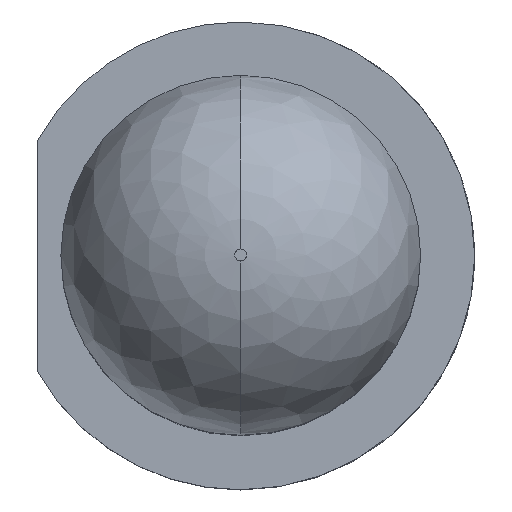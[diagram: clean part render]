
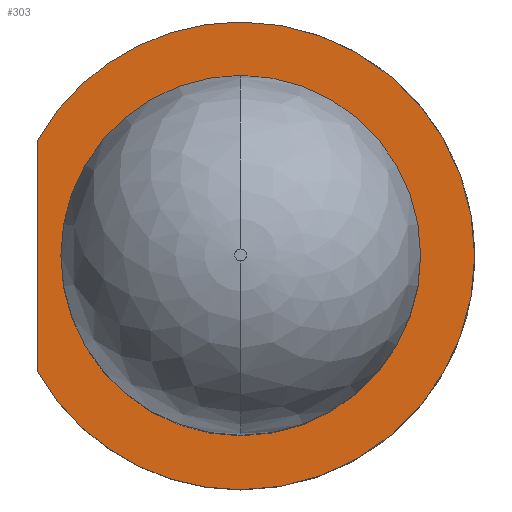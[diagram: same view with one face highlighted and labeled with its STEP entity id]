
A CAD part, top view. The second image highlights one B-rep face of the part: STEP entity #303.
In plain terms, the highlighted planar face has unit normal (0, 0, 1).
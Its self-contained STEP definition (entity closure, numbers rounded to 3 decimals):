
#127 = VERTEX_POINT('',#128);
#128 = CARTESIAN_POINT('',(-0.423,-0.963,1.));
#134 = EDGE_CURVE('',#135,#127,#137,.T.);
#135 = VERTEX_POINT('',#136);
#136 = CARTESIAN_POINT('',(-0.423,0.963,1.));
#137 = LINE('',#138,#139);
#138 = CARTESIAN_POINT('',(-0.423,0.,1.));
#139 = VECTOR('',#140,1.);
#140 = DIRECTION('',(0.,-1.,0.));
#259 = EDGE_CURVE('',#260,#135,#262,.T.);
#260 = VERTEX_POINT('',#261);
#261 = CARTESIAN_POINT('',(1.273,1.95,1.));
#262 = CIRCLE('',#263,1.95);
#263 = AXIS2_PLACEMENT_3D('',#264,#265,#266);
#264 = CARTESIAN_POINT('',(1.273,0.,1.));
#265 = DIRECTION('',(0.,0.,1.));
#266 = DIRECTION('',(0.,-1.,0.));
#282 = EDGE_CURVE('',#127,#283,#285,.T.);
#283 = VERTEX_POINT('',#284);
#284 = CARTESIAN_POINT('',(1.273,-1.95,1.));
#285 = CIRCLE('',#286,1.95);
#286 = AXIS2_PLACEMENT_3D('',#287,#288,#289);
#287 = CARTESIAN_POINT('',(1.273,0.,1.));
#288 = DIRECTION('',(0.,0.,1.));
#289 = DIRECTION('',(0.,-1.,0.));
#303 = ADVANCED_FACE('',(#304,#316),#336,.T.);
#304 = FACE_BOUND('',#305,.T.);
#305 = EDGE_LOOP('',(#306,#307,#314,#315));
#306 = ORIENTED_EDGE('',*,*,#282,.T.);
#307 = ORIENTED_EDGE('',*,*,#308,.T.);
#308 = EDGE_CURVE('',#283,#260,#309,.T.);
#309 = CIRCLE('',#310,1.95);
#310 = AXIS2_PLACEMENT_3D('',#311,#312,#313);
#311 = CARTESIAN_POINT('',(1.273,0.,1.));
#312 = DIRECTION('',(0.,0.,1.));
#313 = DIRECTION('',(0.,-1.,0.));
#314 = ORIENTED_EDGE('',*,*,#259,.T.);
#315 = ORIENTED_EDGE('',*,*,#134,.T.);
#316 = FACE_BOUND('',#317,.T.);
#317 = EDGE_LOOP('',(#318,#329));
#318 = ORIENTED_EDGE('',*,*,#319,.F.);
#319 = EDGE_CURVE('',#320,#322,#324,.T.);
#320 = VERTEX_POINT('',#321);
#321 = CARTESIAN_POINT('',(1.273,-1.5,1.));
#322 = VERTEX_POINT('',#323);
#323 = CARTESIAN_POINT('',(1.273,1.5,1.));
#324 = CIRCLE('',#325,1.5);
#325 = AXIS2_PLACEMENT_3D('',#326,#327,#328);
#326 = CARTESIAN_POINT('',(1.273,0.,1.));
#327 = DIRECTION('',(0.,0.,1.));
#328 = DIRECTION('',(0.,-1.,0.));
#329 = ORIENTED_EDGE('',*,*,#330,.F.);
#330 = EDGE_CURVE('',#322,#320,#331,.T.);
#331 = CIRCLE('',#332,1.5);
#332 = AXIS2_PLACEMENT_3D('',#333,#334,#335);
#333 = CARTESIAN_POINT('',(1.273,0.,1.));
#334 = DIRECTION('',(0.,0.,1.));
#335 = DIRECTION('',(0.,-1.,0.));
#336 = PLANE('',#337);
#337 = AXIS2_PLACEMENT_3D('',#338,#339,#340);
#338 = CARTESIAN_POINT('',(1.273,0.,1.));
#339 = DIRECTION('',(0.,0.,1.));
#340 = DIRECTION('',(0.,-1.,0.));
